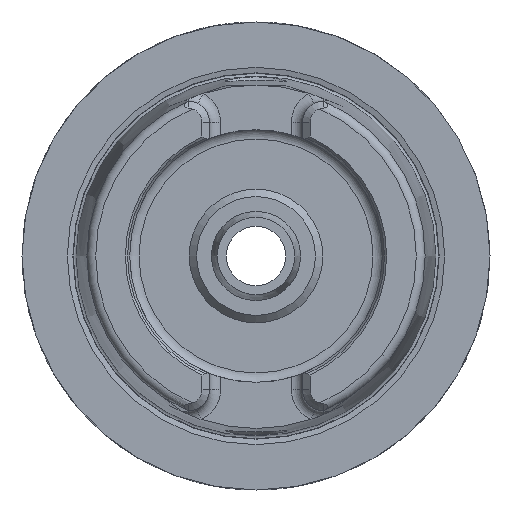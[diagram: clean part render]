
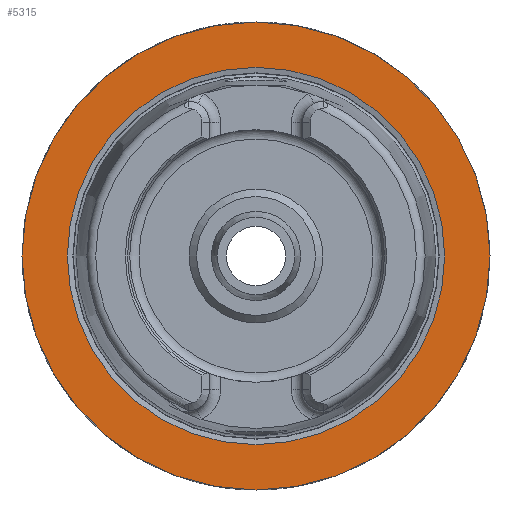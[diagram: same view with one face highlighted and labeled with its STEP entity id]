
A CAD part, left-side view. The second image highlights one B-rep face of the part: STEP entity #5315.
In plain terms, the highlighted planar face has unit normal (-1, 0, 0).
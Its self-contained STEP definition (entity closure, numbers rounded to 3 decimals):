
#4506=CARTESIAN_POINT('',(0.0,31.5,0.0));
#4507=VERTEX_POINT('',#4506);
#4508=CARTESIAN_POINT('',(0.0,0.0,0.0));
#4509=DIRECTION('',(1.0,0.0,0.0));
#4510=DIRECTION('',(0.0,1.0,0.0));
#4511=AXIS2_PLACEMENT_3D('',#4508,#4509,#4510);
#4512=CIRCLE('',#4511,31.5);
#4513=EDGE_CURVE('',#4507,#4507,#4512,.T.);
#5289=CARTESIAN_POINT('',(0.0,25.4,0.0));
#5290=VERTEX_POINT('',#5289);
#5291=CARTESIAN_POINT('',(0.0,0.0,0.0));
#5292=DIRECTION('',(1.0,0.0,0.0));
#5293=DIRECTION('',(0.0,1.0,0.0));
#5294=AXIS2_PLACEMENT_3D('',#5291,#5292,#5293);
#5295=CIRCLE('',#5294,25.4);
#5296=EDGE_CURVE('',#5290,#5290,#5295,.T.);
#5304=CARTESIAN_POINT('',(0.0,28.45,0.0));
#5305=DIRECTION('',(-1.0,0.0,0.0));
#5306=DIRECTION('',(0.0,0.0,1.0));
#5307=AXIS2_PLACEMENT_3D('',#5304,#5305,#5306);
#5308=PLANE('',#5307);
#5309=ORIENTED_EDGE('',*,*,#4513,.F.);
#5310=EDGE_LOOP('',(#5309));
#5311=FACE_OUTER_BOUND('',#5310,.T.);
#5312=ORIENTED_EDGE('',*,*,#5296,.T.);
#5313=EDGE_LOOP('',(#5312));
#5314=FACE_BOUND('',#5313,.T.);
#5315=ADVANCED_FACE('',(#5311,#5314),#5308,.T.);
